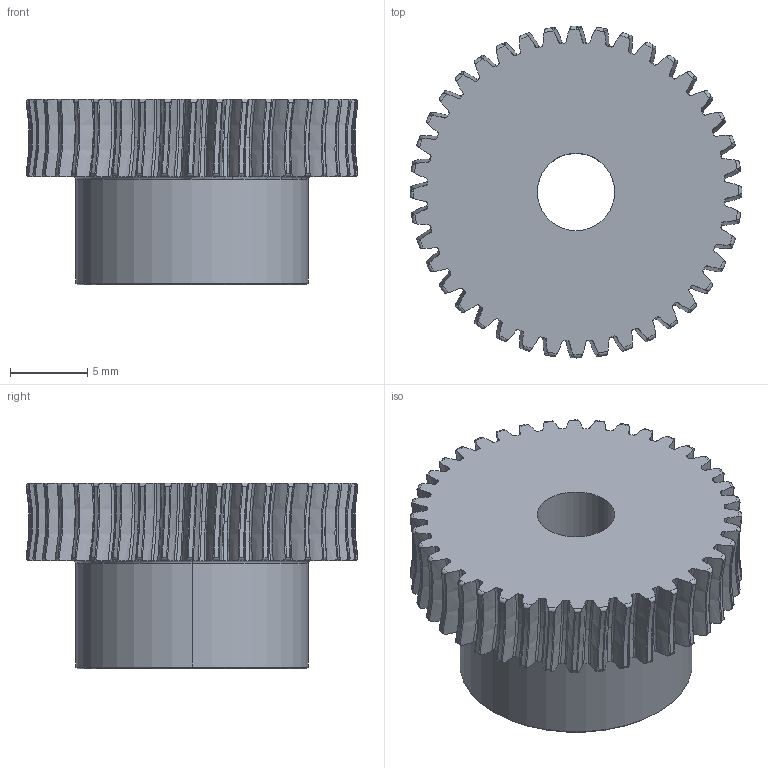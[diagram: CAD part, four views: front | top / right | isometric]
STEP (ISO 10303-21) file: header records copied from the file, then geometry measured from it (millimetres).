
FILE_DESCRIPTION (( 'STEP AP203' ), '1' );
FILE_NAME ('4037N115_Plastic Worm Gear.STEP', '2021-09-14T20:33:34', ( 'Administrator' ), ( 'Managed by Terraform' ), 'SwSTEP 2.0', 'SolidWorks 2017', '' );
FILE_SCHEMA (( 'CONFIG_CONTROL_DESIGN' ));
Length unit declared in the file: inch
Products named in the file (1): 4037N115_Plastic Worm Gear
Bounding box: 21.42 x 21.42 x 12 mm (x, y, z)
Volume: 2584.1 mm3; surface area: 1739.1 mm2
Topology: 1 solids, 1 shells, 456 faces, 1361 edges, 908 vertices
Faces by surface type: bspline 280, torus 165, cylinder 4, cone 4, plane 3
Entity records: 30627 total; most frequent: CARTESIAN_POINT 21135, ORIENTED_EDGE 2722, EDGE_CURVE 1361, B_SPLINE_CURVE_WITH_KNOTS 1125, VERTEX_POINT 908, DIRECTION 814, EDGE_LOOP 459, FACE_OUTER_BOUND 456
